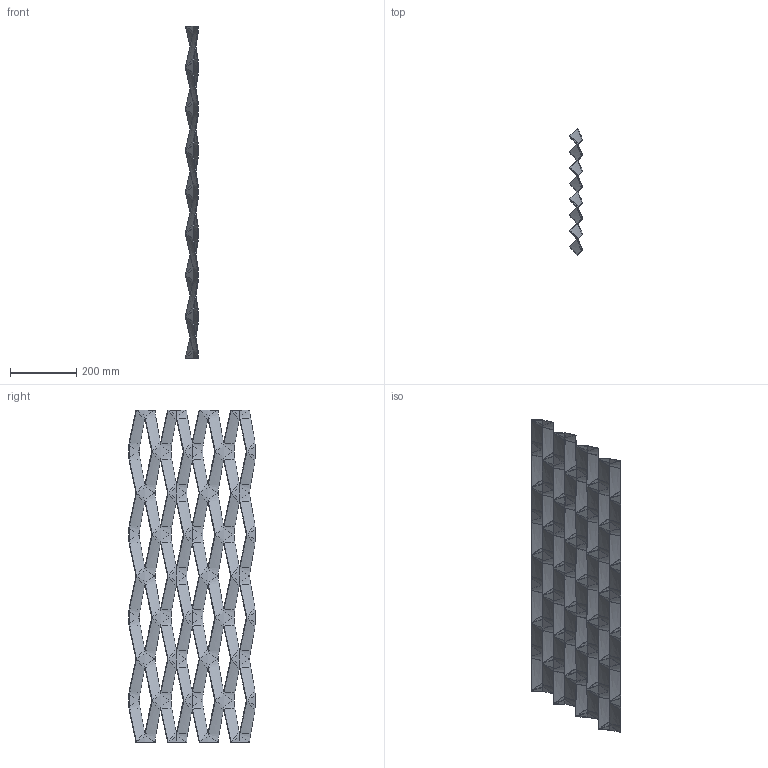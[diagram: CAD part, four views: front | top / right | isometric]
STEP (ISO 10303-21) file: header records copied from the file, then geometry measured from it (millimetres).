
FILE_DESCRIPTION(/* description */ (''),/* implementation_level */ '2;1');
FILE_NAME(/* name */ 'TR 250x95x35x2.stp',/* time_stamp */ '2024-07-31T09:14:03+02:00',/* author */ ('martin.kocian'),/* organization */ (''),/* preprocessor_version */ 'ST-DEVELOPER v19.2',/* originating_system */ 'Autodesk Inventor 2023',/* authorisation */ '');
FILE_SCHEMA (('AUTOMOTIVE_DESIGN { 1 0 10303 214 3 1 1 }'));
Products named in the file (1): TK 200x82x33x2
Bounding box: 40 x 381.13 x 1000 mm (x, y, z)
Volume: 561574.4 mm3; surface area: 609829.1 mm2
Topology: 1 solids, 1 shells, 952 faces, 2928 edges, 1928 vertices
Faces by surface type: bspline 544, plane 408
Entity records: 54474 total; most frequent: CARTESIAN_POINT 33656, ORIENTED_EDGE 5856, EDGE_CURVE 2928, VERTEX_POINT 1928, B_SPLINE_CURVE_WITH_KNOTS 1880, DIRECTION 1866, LINE 1048, VECTOR 1048
